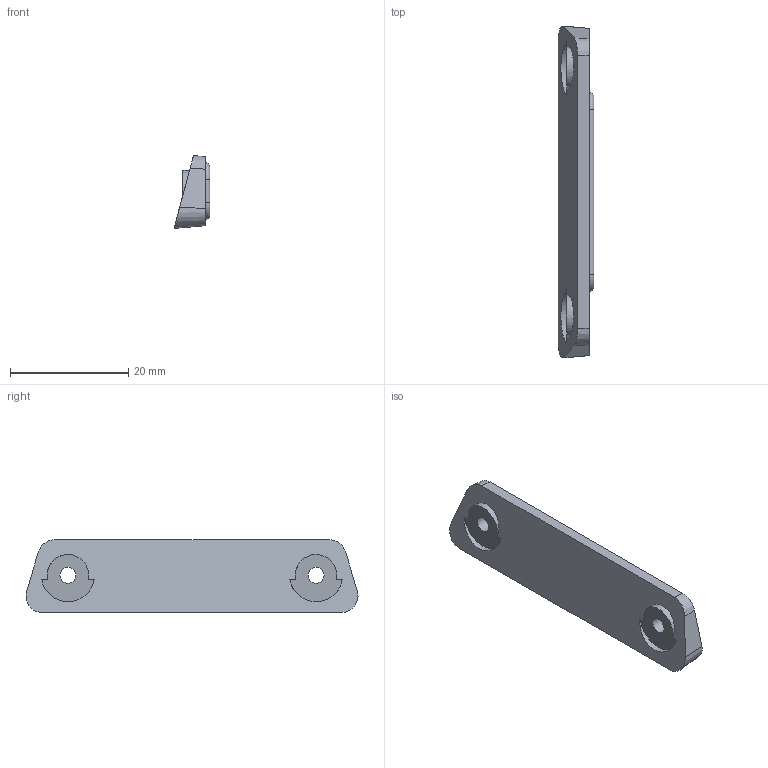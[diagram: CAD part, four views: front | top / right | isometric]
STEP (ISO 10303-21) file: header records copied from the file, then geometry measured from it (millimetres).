
FILE_DESCRIPTION(('FreeCAD Model'),'2;1');
FILE_NAME('Open CASCADE Shape Model','2021-01-20T08:59:29',('Author'),( ''),'Open CASCADE STEP processor 7.4','FreeCAD','Unknown');
FILE_SCHEMA(('AUTOMOTIVE_DESIGN { 1 0 10303 214 1 1 1 1 }'));
Length unit declared in the file: millimetre
Products named in the file (1): door
Bounding box: 6.08 x 56.19 x 12.33 mm (x, y, z)
Volume: 2229.3 mm3; surface area: 2126.2 mm2
Topology: 1 solids, 1 shells, 48 faces, 116 edges, 76 vertices
Faces by surface type: plane 24, cylinder 16, cone 4, torus 4
Full cylindrical faces by diameter (mm): 2.7 x2, 6.5 x2
Entity records: 1442 total; most frequent: DIRECTION 258, CARTESIAN_POINT 249, ORIENTED_EDGE 232, EDGE_CURVE 116, AXIS2_PLACEMENT_3D 101, VERTEX_POINT 76, FACE_BOUND 58, EDGE_LOOP 58
